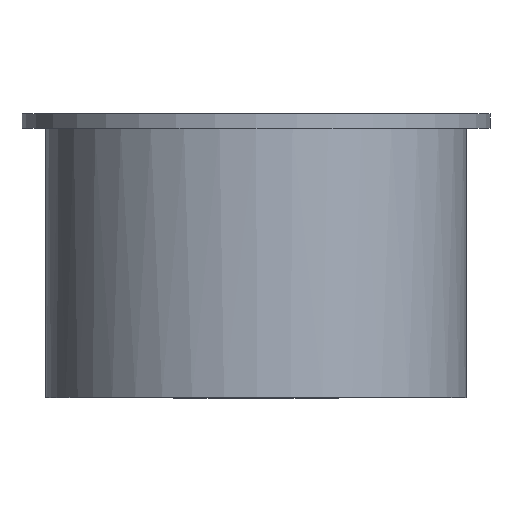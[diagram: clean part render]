
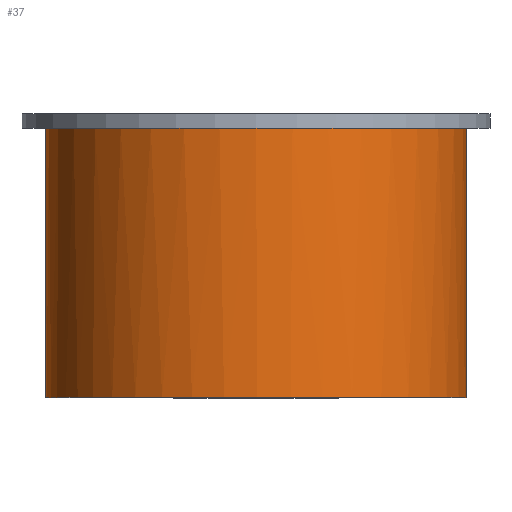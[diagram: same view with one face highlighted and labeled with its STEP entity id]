
A CAD part, front view. The second image highlights one B-rep face of the part: STEP entity #37.
In plain terms, the highlighted cylindrical face has radius 35.401 mm (diameter 70.802 mm), a partial arc.
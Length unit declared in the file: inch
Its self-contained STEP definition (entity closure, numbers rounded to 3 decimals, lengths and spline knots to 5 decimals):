
#26 = ORIENTED_EDGE ( 'NONE', *, *, #92, .F. ) ;
#37 = ADVANCED_FACE ( 'NONE', ( #124 ), #123, .T. ) ;
#38 = VERTEX_POINT ( 'NONE', #75 ) ;
#45 = VERTEX_POINT ( 'NONE', #170 ) ;
#47 = EDGE_CURVE ( 'NONE', #148, #45, #188, .T. ) ;
#48 = ORIENTED_EDGE ( 'NONE', *, *, #90, .T. ) ;
#49 = ORIENTED_EDGE ( 'NONE', *, *, #50, .F. ) ;
#50 = EDGE_CURVE ( 'NONE', #77, #38, #180, .T. ) ;
#71 = DIRECTION ( 'NONE',  ( 1., 0., 0. ) ) ;
#72 = DIRECTION ( 'NONE',  ( 0., 0., 1. ) ) ;
#73 = CARTESIAN_POINT ( 'NONE',  ( 0., 0., -5.72736 ) ) ;
#74 = AXIS2_PLACEMENT_3D ( 'NONE', #73, #72, #71 ) ;
#75 = CARTESIAN_POINT ( 'NONE',  ( 1.39375, 0., 0. ) ) ;
#77 = VERTEX_POINT ( 'NONE', #163 ) ;
#87 = ORIENTED_EDGE ( 'NONE', *, *, #47, .F. ) ;
#90 = EDGE_CURVE ( 'NONE', #148, #38, #211, .T. ) ;
#92 = EDGE_CURVE ( 'NONE', #45, #77, #195, .T. ) ;
#123 = CYLINDRICAL_SURFACE ( 'NONE', #74, 1.39375 ) ;
#124 = FACE_OUTER_BOUND ( 'NONE', #146, .T. ) ;
#146 = EDGE_LOOP ( 'NONE', ( #26, #87, #48, #49 ) ) ;
#148 = VERTEX_POINT ( 'NONE', #257 ) ;
#158 = CARTESIAN_POINT ( 'NONE',  ( -1.39375, 0., -1.78524 ) ) ;
#159 = CARTESIAN_POINT ( 'NONE',  ( -1.39375, -2.7875, -1.77992 ) ) ;
#160 = CARTESIAN_POINT ( 'NONE',  ( 1.39375, -2.7875, -1.77992 ) ) ;
#161 = CARTESIAN_POINT ( 'NONE',  ( 1.39375, 0., -1.78524 ) ) ;
#163 = CARTESIAN_POINT ( 'NONE',  ( -1.39375, 0., 0. ) ) ;
#170 = CARTESIAN_POINT ( 'NONE',  ( -1.39375, 0., -1.78524 ) ) ;
#176 = DIRECTION ( 'NONE',  ( 1., 0., 0. ) ) ;
#177 = DIRECTION ( 'NONE',  ( 0., 0., 1. ) ) ;
#178 = CARTESIAN_POINT ( 'NONE',  ( 0., 0., 0. ) ) ;
#179 = AXIS2_PLACEMENT_3D ( 'NONE', #178, #177, #176 ) ;
#180 = CIRCLE ( 'NONE', #179, 1.39375 ) ;
#188 =( BOUNDED_CURVE ( )  B_SPLINE_CURVE ( 3, ( #161, #160, #159, #158 ),
 .UNSPECIFIED., .F., .T. ) 
 B_SPLINE_CURVE_WITH_KNOTS ( ( 4, 4 ),
 ( 4.71239, 7.85398 ),
 .UNSPECIFIED. ) 
 CURVE ( )  GEOMETRIC_REPRESENTATION_ITEM ( )  RATIONAL_B_SPLINE_CURVE ( ( 1., 0.333, 0.333, 1. ) ) 
 REPRESENTATION_ITEM ( '' )  );
#192 = DIRECTION ( 'NONE',  ( 0., 0., 1. ) ) ;
#193 = VECTOR ( 'NONE', #192, 39.37008 ) ;
#194 = CARTESIAN_POINT ( 'NONE',  ( -1.39375, 0., -5.72736 ) ) ;
#195 = LINE ( 'NONE', #194, #193 ) ;
#208 = DIRECTION ( 'NONE',  ( 0., 0., 1. ) ) ;
#209 = VECTOR ( 'NONE', #208, 39.37008 ) ;
#210 = CARTESIAN_POINT ( 'NONE',  ( 1.39375, 0., -5.72736 ) ) ;
#211 = LINE ( 'NONE', #210, #209 ) ;
#257 = CARTESIAN_POINT ( 'NONE',  ( 1.39375, 0., -1.78524 ) ) ;
